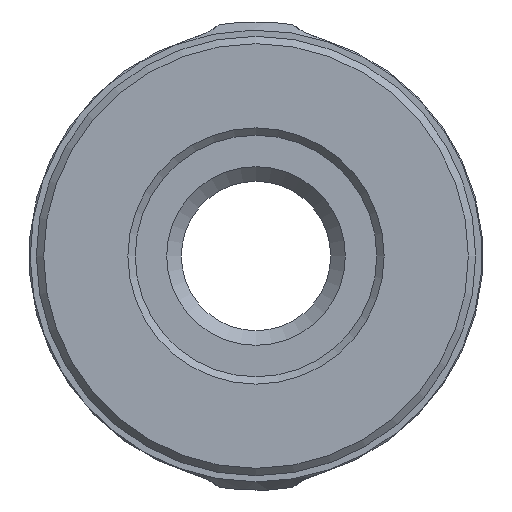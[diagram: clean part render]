
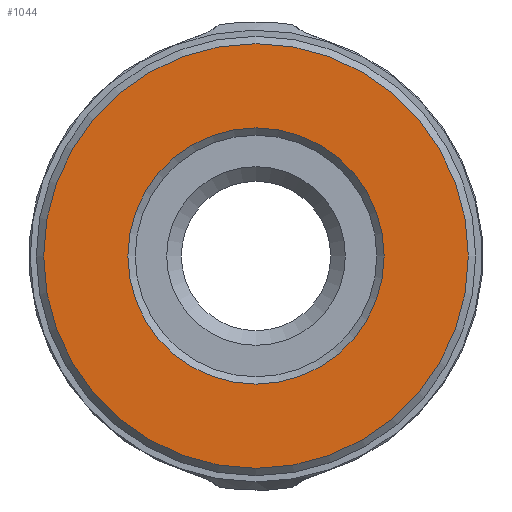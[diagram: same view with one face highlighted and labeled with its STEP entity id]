
A CAD part, front view. The second image highlights one B-rep face of the part: STEP entity #1044.
In plain terms, the highlighted planar face has unit normal (0, -1, 0).
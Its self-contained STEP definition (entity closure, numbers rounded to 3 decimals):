
#232 = AXIS2_PLACEMENT_3D ( 'NONE', #524, #1161, #1387 ) ;
#347 = VERTEX_POINT ( 'NONE', #846 ) ;
#349 = DIRECTION ( 'NONE',  ( 0., 0., 1. ) ) ;
#376 = EDGE_LOOP ( 'NONE', ( #1407 ) ) ;
#421 = CARTESIAN_POINT ( 'NONE',  ( 0., 0., 0. ) ) ;
#430 = ORIENTED_EDGE ( 'NONE', *, *, #550, .T. ) ;
#524 = CARTESIAN_POINT ( 'NONE',  ( -8.25, 0., 0. ) ) ;
#530 = CIRCLE ( 'NONE', #1067, 14.5 ) ;
#550 = EDGE_CURVE ( 'NONE', #347, #347, #530, .T. ) ;
#808 = CIRCLE ( 'NONE', #1172, 8.75 ) ;
#846 = CARTESIAN_POINT ( 'NONE',  ( 0., 0., -14.5 ) ) ;
#899 = EDGE_LOOP ( 'NONE', ( #430 ) ) ;
#908 = PLANE ( 'NONE',  #232 ) ;
#941 = CARTESIAN_POINT ( 'NONE',  ( 0., 0., 8.75 ) ) ;
#1036 = CARTESIAN_POINT ( 'NONE',  ( 0., 0., 0. ) ) ;
#1044 = ADVANCED_FACE ( 'NONE', ( #1237, #1162 ), #908, .F. ) ;
#1067 = AXIS2_PLACEMENT_3D ( 'NONE', #421, #1308, #1415 ) ;
#1161 = DIRECTION ( 'NONE',  ( 0., 1., 0. ) ) ;
#1162 = FACE_OUTER_BOUND ( 'NONE', #899, .T. ) ;
#1172 = AXIS2_PLACEMENT_3D ( 'NONE', #1036, #1324, #349 ) ;
#1180 = EDGE_CURVE ( 'NONE', #1335, #1335, #808, .T. ) ;
#1237 = FACE_BOUND ( 'NONE', #376, .T. ) ;
#1308 = DIRECTION ( 'NONE',  ( 0., -1., 0. ) ) ;
#1324 = DIRECTION ( 'NONE',  ( 0., 1., 0. ) ) ;
#1335 = VERTEX_POINT ( 'NONE', #941 ) ;
#1387 = DIRECTION ( 'NONE',  ( 0., 0., 1. ) ) ;
#1407 = ORIENTED_EDGE ( 'NONE', *, *, #1180, .T. ) ;
#1415 = DIRECTION ( 'NONE',  ( 0., 0., -1. ) ) ;
